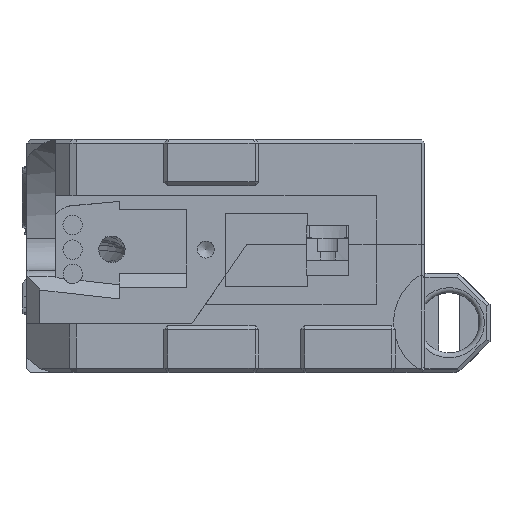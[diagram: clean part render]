
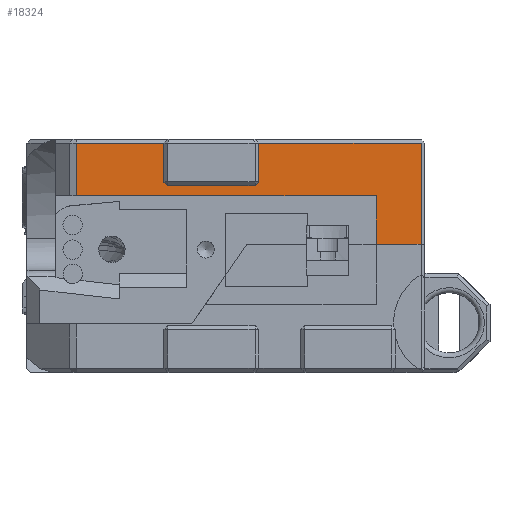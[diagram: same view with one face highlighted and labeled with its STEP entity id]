
A CAD part, top view. The second image highlights one B-rep face of the part: STEP entity #18324.
In plain terms, the highlighted face is planar.
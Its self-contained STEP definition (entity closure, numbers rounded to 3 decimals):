
#1025=LINE('',#26032,#2793);
#1032=LINE('',#26047,#2800);
#1228=LINE('',#27764,#2996);
#1231=LINE('',#27771,#2999);
#1285=LINE('',#27888,#3053);
#1388=LINE('',#28702,#3156);
#1435=LINE('',#29960,#3203);
#1443=LINE('',#29987,#3211);
#1444=LINE('',#29988,#3212);
#1445=LINE('',#29990,#3213);
#1446=LINE('',#29991,#3214);
#1447=LINE('',#29992,#3215);
#2793=VECTOR('',#20835,10.);
#2800=VECTOR('',#20848,10.);
#2996=VECTOR('',#21288,10.);
#2999=VECTOR('',#21295,10.);
#3053=VECTOR('',#21409,10.);
#3156=VECTOR('',#21770,10.);
#3203=VECTOR('',#21987,10.);
#3211=VECTOR('',#22021,10.);
#3212=VECTOR('',#22022,10.);
#3213=VECTOR('',#22023,10.);
#3214=VECTOR('',#22024,10.);
#3215=VECTOR('',#22025,10.);
#4656=PLANE('',#19583);
#5426=FACE_OUTER_BOUND('',#6521,.T.);
#6521=EDGE_LOOP('',(#13923,#13924,#13925,#13926,#13927,#13928,#13929,#13930,
#13931,#13932,#13933,#13934));
#8006=VERTEX_POINT('',#26023);
#8010=VERTEX_POINT('',#26030);
#8015=VERTEX_POINT('',#26046);
#8292=VERTEX_POINT('',#27760);
#8293=VERTEX_POINT('',#27762);
#8294=VERTEX_POINT('',#27768);
#8295=VERTEX_POINT('',#27770);
#8439=VERTEX_POINT('',#28701);
#8511=VERTEX_POINT('',#29954);
#8513=VERTEX_POINT('',#29958);
#8519=VERTEX_POINT('',#29986);
#8520=VERTEX_POINT('',#29989);
#9768=EDGE_CURVE('',#8010,#8006,#1025,.T.);
#9775=EDGE_CURVE('',#8006,#8015,#1032,.T.);
#10137=EDGE_CURVE('',#8293,#8292,#1228,.F.);
#10140=EDGE_CURVE('',#8295,#8294,#1231,.T.);
#10199=EDGE_CURVE('',#8294,#8292,#1285,.T.);
#10383=EDGE_CURVE('',#8439,#8015,#1388,.T.);
#10523=EDGE_CURVE('',#8511,#8513,#1435,.T.);
#10536=EDGE_CURVE('',#8519,#8010,#1443,.T.);
#10537=EDGE_CURVE('',#8519,#8295,#1444,.T.);
#10538=EDGE_CURVE('',#8293,#8520,#1445,.T.);
#10539=EDGE_CURVE('',#8511,#8520,#1446,.T.);
#10540=EDGE_CURVE('',#8513,#8439,#1447,.T.);
#13923=ORIENTED_EDGE('',*,*,#9768,.F.);
#13924=ORIENTED_EDGE('',*,*,#10536,.F.);
#13925=ORIENTED_EDGE('',*,*,#10537,.T.);
#13926=ORIENTED_EDGE('',*,*,#10140,.T.);
#13927=ORIENTED_EDGE('',*,*,#10199,.T.);
#13928=ORIENTED_EDGE('',*,*,#10137,.F.);
#13929=ORIENTED_EDGE('',*,*,#10538,.T.);
#13930=ORIENTED_EDGE('',*,*,#10539,.F.);
#13931=ORIENTED_EDGE('',*,*,#10523,.T.);
#13932=ORIENTED_EDGE('',*,*,#10540,.T.);
#13933=ORIENTED_EDGE('',*,*,#10383,.T.);
#13934=ORIENTED_EDGE('',*,*,#9775,.F.);
#18324=ADVANCED_FACE('',(#5426),#4656,.T.);
#19583=AXIS2_PLACEMENT_3D('',#29985,#22019,#22020);
#20835=DIRECTION('',(0.,0.,-1.));
#20848=DIRECTION('',(0.,-1.,0.));
#21288=DIRECTION('',(0.,-0.707,0.707));
#21295=DIRECTION('',(0.,-0.707,-0.707));
#21409=DIRECTION('',(0.,-1.,0.));
#21770=DIRECTION('',(0.,0.,-1.));
#21987=DIRECTION('',(0.,0.,-1.));
#22019=DIRECTION('center_axis',(1.,0.,0.));
#22020=DIRECTION('ref_axis',(0.,0.,-1.));
#22021=DIRECTION('',(0.,1.,0.));
#22022=DIRECTION('',(0.,0.,-1.));
#22023=DIRECTION('',(0.,0.,1.));
#22024=DIRECTION('',(0.,1.,0.));
#22025=DIRECTION('',(0.,1.,0.));
#26023=CARTESIAN_POINT('',(18.65,9.6,48.17));
#26030=CARTESIAN_POINT('',(18.65,9.6,58.6));
#26032=CARTESIAN_POINT('',(18.65,9.6,41.));
#26046=CARTESIAN_POINT('',(18.65,4.987,48.17));
#26047=CARTESIAN_POINT('',(18.65,-9.25,48.17));
#27760=CARTESIAN_POINT('',(18.65,-16.757,54.457));
#27762=CARTESIAN_POINT('',(18.65,-16.9,54.6));
#27764=CARTESIAN_POINT('',(18.65,-13.3,51.));
#27768=CARTESIAN_POINT('',(18.65,-7.243,54.457));
#27770=CARTESIAN_POINT('',(18.65,-7.1,54.6));
#27771=CARTESIAN_POINT('',(18.65,-9.95,51.75));
#27888=CARTESIAN_POINT('',(18.65,-7.1,54.457));
#28701=CARTESIAN_POINT('',(18.65,4.987,53.21));
#28702=CARTESIAN_POINT('',(18.65,4.987,44.505));
#29954=CARTESIAN_POINT('',(18.65,-25.9,58.6));
#29958=CARTESIAN_POINT('',(18.65,-25.9,53.21));
#29960=CARTESIAN_POINT('',(18.65,-25.9,41.));
#29985=CARTESIAN_POINT('Origin',(18.65,-10.5,47.));
#29986=CARTESIAN_POINT('',(18.65,-7.1,58.6));
#29987=CARTESIAN_POINT('',(18.65,-0.25,58.6));
#29988=CARTESIAN_POINT('',(18.65,-7.1,53.));
#29989=CARTESIAN_POINT('',(18.65,-16.9,58.6));
#29990=CARTESIAN_POINT('',(18.65,-16.9,53.));
#29991=CARTESIAN_POINT('',(18.65,-0.25,58.6));
#29992=CARTESIAN_POINT('',(18.65,-2.756,53.21));
